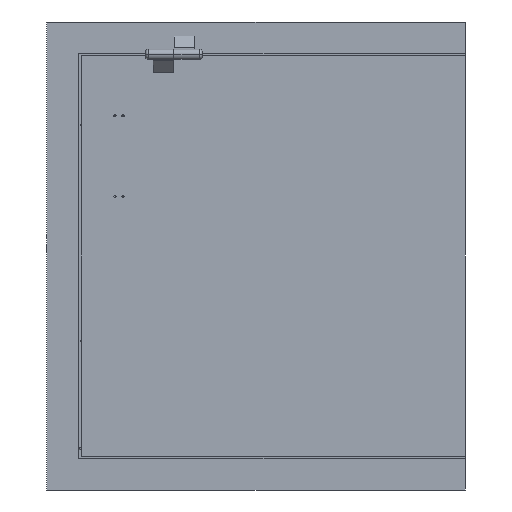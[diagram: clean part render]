
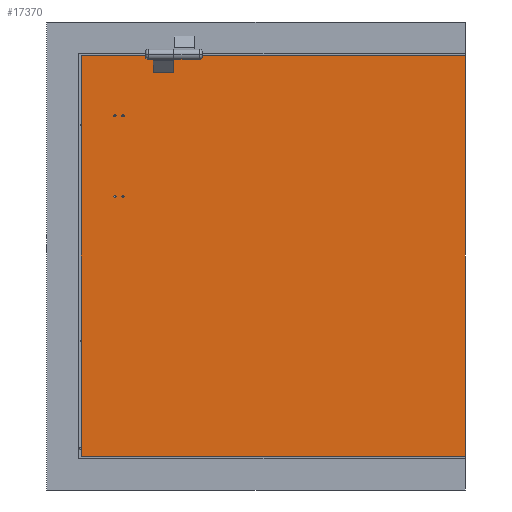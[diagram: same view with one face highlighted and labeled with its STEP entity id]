
A CAD part, left-side view. The second image highlights one B-rep face of the part: STEP entity #17370.
In plain terms, the highlighted planar face has unit normal (-1, 0, 0).
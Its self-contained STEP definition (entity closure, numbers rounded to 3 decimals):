
#12060=CARTESIAN_POINT('',(-8.,65.15,1273.75));
#12070=VERTEX_POINT('',#12060);
#12100=CARTESIAN_POINT('',(-8.,65.15,1151.6));
#12110=DIRECTION('',(0.,0.,1.));
#12120=VECTOR('',#12110,1.);
#12130=LINE('',#12100,#12120);
#12140=CARTESIAN_POINT('',(-8.,65.15,2068.75));
#12150=VERTEX_POINT('',#12140);
#12160=EDGE_CURVE('',#12070,#12150,#12130,.T.);
#12400=CARTESIAN_POINT('',(-8.,826.65,1151.6));
#12410=DIRECTION('',(0.,0.,-1.));
#12420=VECTOR('',#12410,1.);
#12430=LINE('',#12400,#12420);
#12440=CARTESIAN_POINT('',(-8.,826.65,2068.75));
#12450=VERTEX_POINT('',#12440);
#12460=CARTESIAN_POINT('',(-8.,826.65,1273.75));
#12470=VERTEX_POINT('',#12460);
#12480=EDGE_CURVE('',#12450,#12470,#12430,.T.);
#12880=CARTESIAN_POINT('',(-8.,193.9,2068.75));
#12890=DIRECTION('',(0.,1.,0.));
#12900=VECTOR('',#12890,1.);
#12910=LINE('',#12880,#12900);
#12920=EDGE_CURVE('',#12150,#12450,#12910,.T.);
#13990=CARTESIAN_POINT('',(-8.,147.95,1391.15));
#14000=VERTEX_POINT('',#13990);
#14030=CARTESIAN_POINT('',(-8.,147.95,1393.25));
#14040=DIRECTION('',(1.,0.,0.));
#14050=DIRECTION('',(0.,0.,1.));
#14060=AXIS2_PLACEMENT_3D('',#14030,#14040,#14050);
#14070=CIRCLE('',#14060,2.1);
#14080=CARTESIAN_POINT('',(-8.,147.95,1395.35));
#14090=VERTEX_POINT('',#14080);
#14100=EDGE_CURVE('',#14000,#14090,#14070,.T.);
#14330=CARTESIAN_POINT('',(-8.,147.95,1551.15));
#14340=VERTEX_POINT('',#14330);
#14370=CARTESIAN_POINT('',(-8.,147.95,1553.25));
#14380=DIRECTION('',(1.,0.,0.));
#14390=DIRECTION('',(0.,0.,1.));
#14400=AXIS2_PLACEMENT_3D('',#14370,#14380,#14390);
#14410=CIRCLE('',#14400,2.1);
#14420=CARTESIAN_POINT('',(-8.,147.95,1555.35));
#14430=VERTEX_POINT('',#14420);
#14440=EDGE_CURVE('',#14340,#14430,#14410,.T.);
#15050=EDGE_CURVE('',#14430,#14340,#14410,.T.);
#15200=EDGE_CURVE('',#14090,#14000,#14070,.T.);
#16750=CARTESIAN_POINT('',(-8.,126.65,2589.25));
#16760=DIRECTION('',(1.,0.,-0.));
#16770=DIRECTION('',(0.,0.,1.));
#16780=AXIS2_PLACEMENT_3D('',#16750,#16760,#16770);
#16790=PLANE('',#16780);
#16800=ORIENTED_EDGE('',*,*,#15050,.T.);
#16810=ORIENTED_EDGE('',*,*,#14440,.T.);
#16820=EDGE_LOOP('',(#16810,#16800));
#16830=FACE_BOUND('',#16820,.T.);
#16840=CARTESIAN_POINT('',(-8.,131.95,1393.25));
#16850=DIRECTION('',(1.,0.,0.));
#16860=DIRECTION('',(0.,0.,1.));
#16870=AXIS2_PLACEMENT_3D('',#16840,#16850,#16860);
#16880=CIRCLE('',#16870,2.1);
#16890=CARTESIAN_POINT('',(-8.,131.95,1395.35));
#16900=VERTEX_POINT('',#16890);
#16910=CARTESIAN_POINT('',(-8.,131.95,1391.15));
#16920=VERTEX_POINT('',#16910);
#16930=EDGE_CURVE('',#16900,#16920,#16880,.T.);
#16940=ORIENTED_EDGE('',*,*,#16930,.T.);
#16950=CARTESIAN_POINT('',(-8.,134.05,1393.25));
#16960=VERTEX_POINT('',#16950);
#16970=EDGE_CURVE('',#16960,#16900,#16880,.T.);
#16980=ORIENTED_EDGE('',*,*,#16970,.T.);
#16990=EDGE_CURVE('',#16920,#16960,#16880,.T.);
#17000=ORIENTED_EDGE('',*,*,#16990,.T.);
#17010=EDGE_LOOP('',(#17000,#16980,#16940));
#17020=FACE_BOUND('',#17010,.T.);
#17030=CARTESIAN_POINT('',(-8.,131.95,1553.25));
#17040=DIRECTION('',(1.,0.,0.));
#17050=DIRECTION('',(0.,0.,1.));
#17060=AXIS2_PLACEMENT_3D('',#17030,#17040,#17050);
#17070=CIRCLE('',#17060,2.1);
#17080=CARTESIAN_POINT('',(-8.,131.95,1555.35));
#17090=VERTEX_POINT('',#17080);
#17100=CARTESIAN_POINT('',(-8.,131.95,1551.15));
#17110=VERTEX_POINT('',#17100);
#17120=EDGE_CURVE('',#17090,#17110,#17070,.T.);
#17130=ORIENTED_EDGE('',*,*,#17120,.T.);
#17140=CARTESIAN_POINT('',(-8.,134.05,1553.25));
#17150=VERTEX_POINT('',#17140);
#17160=EDGE_CURVE('',#17150,#17090,#17070,.T.);
#17170=ORIENTED_EDGE('',*,*,#17160,.T.);
#17180=EDGE_CURVE('',#17110,#17150,#17070,.T.);
#17190=ORIENTED_EDGE('',*,*,#17180,.T.);
#17200=EDGE_LOOP('',(#17190,#17170,#17130));
#17210=FACE_BOUND('',#17200,.T.);
#17220=ORIENTED_EDGE('',*,*,#15200,.T.);
#17230=ORIENTED_EDGE('',*,*,#14100,.T.);
#17240=EDGE_LOOP('',(#17230,#17220));
#17250=FACE_BOUND('',#17240,.T.);
#17260=ORIENTED_EDGE('',*,*,#12160,.T.);
#17270=CARTESIAN_POINT('',(-8.,193.9,1273.75));
#17280=DIRECTION('',(0.,1.,0.));
#17290=VECTOR('',#17280,1.);
#17300=LINE('',#17270,#17290);
#17310=EDGE_CURVE('',#12070,#12470,#17300,.T.);
#17320=ORIENTED_EDGE('',*,*,#17310,.F.);
#17330=ORIENTED_EDGE('',*,*,#12480,.T.);
#17340=ORIENTED_EDGE('',*,*,#12920,.T.);
#17350=EDGE_LOOP('',(#17340,#17330,#17320,#17260));
#17360=FACE_OUTER_BOUND('',#17350,.T.);
#17370=ADVANCED_FACE('',(#16830,#17020,#17210,#17250,#17360),#16790,.F.)
;
